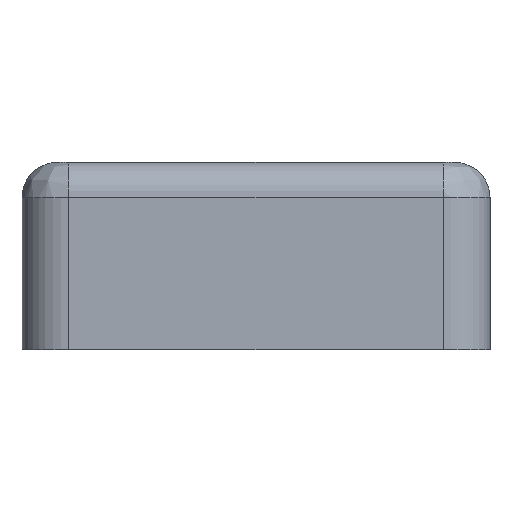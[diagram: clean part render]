
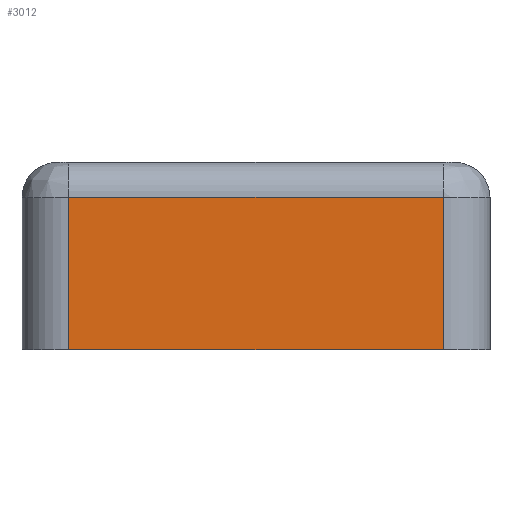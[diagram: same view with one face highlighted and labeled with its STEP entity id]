
A CAD part, front view. The second image highlights one B-rep face of the part: STEP entity #3012.
In plain terms, the highlighted planar face has unit normal (0, -1, 0).
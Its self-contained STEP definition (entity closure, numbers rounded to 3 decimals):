
#202 = PLANE('',#203);
#203 = AXIS2_PLACEMENT_3D('',#204,#205,#206);
#204 = CARTESIAN_POINT('',(16.,-36.,0.));
#205 = DIRECTION('',(0.,0.,-1.));
#206 = DIRECTION('',(-1.,0.,0.));
#2547 = VERTEX_POINT('',#2548);
#2548 = CARTESIAN_POINT('',(16.,-40.,0.));
#2563 = CYLINDRICAL_SURFACE('',#2564,4.);
#2564 = AXIS2_PLACEMENT_3D('',#2565,#2566,#2567);
#2565 = CARTESIAN_POINT('',(16.,-36.,13.));
#2566 = DIRECTION('',(-0.,-0.,1.));
#2567 = DIRECTION('',(-1.,0.,0.));
#2575 = EDGE_CURVE('',#2547,#2576,#2578,.T.);
#2576 = VERTEX_POINT('',#2577);
#2577 = CARTESIAN_POINT('',(-16.,-40.,0.));
#2578 = SURFACE_CURVE('',#2579,(#2583,#2590),.PCURVE_S1.);
#2579 = LINE('',#2580,#2581);
#2580 = CARTESIAN_POINT('',(16.,-40.,0.));
#2581 = VECTOR('',#2582,1.);
#2582 = DIRECTION('',(-1.,0.,0.));
#2583 = PCURVE('',#202,#2584);
#2584 = DEFINITIONAL_REPRESENTATION('',(#2585),#2589);
#2585 = LINE('',#2586,#2587);
#2586 = CARTESIAN_POINT('',(0.,-4.));
#2587 = VECTOR('',#2588,1.);
#2588 = DIRECTION('',(1.,0.));
#2589 = ( GEOMETRIC_REPRESENTATION_CONTEXT(2) 
PARAMETRIC_REPRESENTATION_CONTEXT() REPRESENTATION_CONTEXT('2D SPACE',''
  ) );
#2590 = PCURVE('',#2591,#2596);
#2591 = PLANE('',#2592);
#2592 = AXIS2_PLACEMENT_3D('',#2593,#2594,#2595);
#2593 = CARTESIAN_POINT('',(16.,-40.,13.));
#2594 = DIRECTION('',(0.,-1.,-0.));
#2595 = DIRECTION('',(0.,0.,-1.));
#2596 = DEFINITIONAL_REPRESENTATION('',(#2597),#2601);
#2597 = LINE('',#2598,#2599);
#2598 = CARTESIAN_POINT('',(13.,0.));
#2599 = VECTOR('',#2600,1.);
#2600 = DIRECTION('',(0.,-1.));
#2601 = ( GEOMETRIC_REPRESENTATION_CONTEXT(2) 
PARAMETRIC_REPRESENTATION_CONTEXT() REPRESENTATION_CONTEXT('2D SPACE',''
  ) );
#2620 = CYLINDRICAL_SURFACE('',#2621,4.);
#2621 = AXIS2_PLACEMENT_3D('',#2622,#2623,#2624);
#2622 = CARTESIAN_POINT('',(-16.,-36.,13.));
#2623 = DIRECTION('',(-0.,-0.,1.));
#2624 = DIRECTION('',(-1.,0.,0.));
#2929 = VERTEX_POINT('',#2930);
#2930 = CARTESIAN_POINT('',(16.,-40.,13.));
#2991 = EDGE_CURVE('',#2929,#2547,#2992,.T.);
#2992 = SURFACE_CURVE('',#2993,(#2997,#3004),.PCURVE_S1.);
#2993 = LINE('',#2994,#2995);
#2994 = CARTESIAN_POINT('',(16.,-40.,13.));
#2995 = VECTOR('',#2996,1.);
#2996 = DIRECTION('',(0.,0.,-1.));
#2997 = PCURVE('',#2563,#2998);
#2998 = DEFINITIONAL_REPRESENTATION('',(#2999),#3003);
#2999 = LINE('',#3000,#3001);
#3000 = CARTESIAN_POINT('',(1.571,0.));
#3001 = VECTOR('',#3002,1.);
#3002 = DIRECTION('',(0.,-1.));
#3003 = ( GEOMETRIC_REPRESENTATION_CONTEXT(2) 
PARAMETRIC_REPRESENTATION_CONTEXT() REPRESENTATION_CONTEXT('2D SPACE',''
  ) );
#3004 = PCURVE('',#2591,#3005);
#3005 = DEFINITIONAL_REPRESENTATION('',(#3006),#3010);
#3006 = LINE('',#3007,#3008);
#3007 = CARTESIAN_POINT('',(0.,0.));
#3008 = VECTOR('',#3009,1.);
#3009 = DIRECTION('',(1.,0.));
#3010 = ( GEOMETRIC_REPRESENTATION_CONTEXT(2) 
PARAMETRIC_REPRESENTATION_CONTEXT() REPRESENTATION_CONTEXT('2D SPACE',''
  ) );
#3012 = ADVANCED_FACE('',(#3013),#2591,.T.);
#3013 = FACE_BOUND('',#3014,.T.);
#3014 = EDGE_LOOP('',(#3015,#3016,#3044,#3065));
#3015 = ORIENTED_EDGE('',*,*,#2991,.F.);
#3016 = ORIENTED_EDGE('',*,*,#3017,.T.);
#3017 = EDGE_CURVE('',#2929,#3018,#3020,.T.);
#3018 = VERTEX_POINT('',#3019);
#3019 = CARTESIAN_POINT('',(-16.,-40.,13.));
#3020 = SURFACE_CURVE('',#3021,(#3025,#3032),.PCURVE_S1.);
#3021 = LINE('',#3022,#3023);
#3022 = CARTESIAN_POINT('',(-16.,-40.,13.));
#3023 = VECTOR('',#3024,1.);
#3024 = DIRECTION('',(-1.,0.,0.));
#3025 = PCURVE('',#2591,#3026);
#3026 = DEFINITIONAL_REPRESENTATION('',(#3027),#3031);
#3027 = LINE('',#3028,#3029);
#3028 = CARTESIAN_POINT('',(0.,-32.));
#3029 = VECTOR('',#3030,1.);
#3030 = DIRECTION('',(0.,-1.));
#3031 = ( GEOMETRIC_REPRESENTATION_CONTEXT(2) 
PARAMETRIC_REPRESENTATION_CONTEXT() REPRESENTATION_CONTEXT('2D SPACE',''
  ) );
#3032 = PCURVE('',#3033,#3038);
#3033 = CYLINDRICAL_SURFACE('',#3034,3.);
#3034 = AXIS2_PLACEMENT_3D('',#3035,#3036,#3037);
#3035 = CARTESIAN_POINT('',(16.,-37.,13.));
#3036 = DIRECTION('',(-1.,-0.,-0.));
#3037 = DIRECTION('',(0.,0.,-1.));
#3038 = DEFINITIONAL_REPRESENTATION('',(#3039),#3043);
#3039 = LINE('',#3040,#3041);
#3040 = CARTESIAN_POINT('',(1.571,32.));
#3041 = VECTOR('',#3042,1.);
#3042 = DIRECTION('',(0.,1.));
#3043 = ( GEOMETRIC_REPRESENTATION_CONTEXT(2) 
PARAMETRIC_REPRESENTATION_CONTEXT() REPRESENTATION_CONTEXT('2D SPACE',''
  ) );
#3044 = ORIENTED_EDGE('',*,*,#3045,.T.);
#3045 = EDGE_CURVE('',#3018,#2576,#3046,.T.);
#3046 = SURFACE_CURVE('',#3047,(#3051,#3058),.PCURVE_S1.);
#3047 = LINE('',#3048,#3049);
#3048 = CARTESIAN_POINT('',(-16.,-40.,13.));
#3049 = VECTOR('',#3050,1.);
#3050 = DIRECTION('',(0.,0.,-1.));
#3051 = PCURVE('',#2591,#3052);
#3052 = DEFINITIONAL_REPRESENTATION('',(#3053),#3057);
#3053 = LINE('',#3054,#3055);
#3054 = CARTESIAN_POINT('',(0.,-32.));
#3055 = VECTOR('',#3056,1.);
#3056 = DIRECTION('',(1.,0.));
#3057 = ( GEOMETRIC_REPRESENTATION_CONTEXT(2) 
PARAMETRIC_REPRESENTATION_CONTEXT() REPRESENTATION_CONTEXT('2D SPACE',''
  ) );
#3058 = PCURVE('',#2620,#3059);
#3059 = DEFINITIONAL_REPRESENTATION('',(#3060),#3064);
#3060 = LINE('',#3061,#3062);
#3061 = CARTESIAN_POINT('',(1.571,0.));
#3062 = VECTOR('',#3063,1.);
#3063 = DIRECTION('',(0.,-1.));
#3064 = ( GEOMETRIC_REPRESENTATION_CONTEXT(2) 
PARAMETRIC_REPRESENTATION_CONTEXT() REPRESENTATION_CONTEXT('2D SPACE',''
  ) );
#3065 = ORIENTED_EDGE('',*,*,#2575,.F.);
